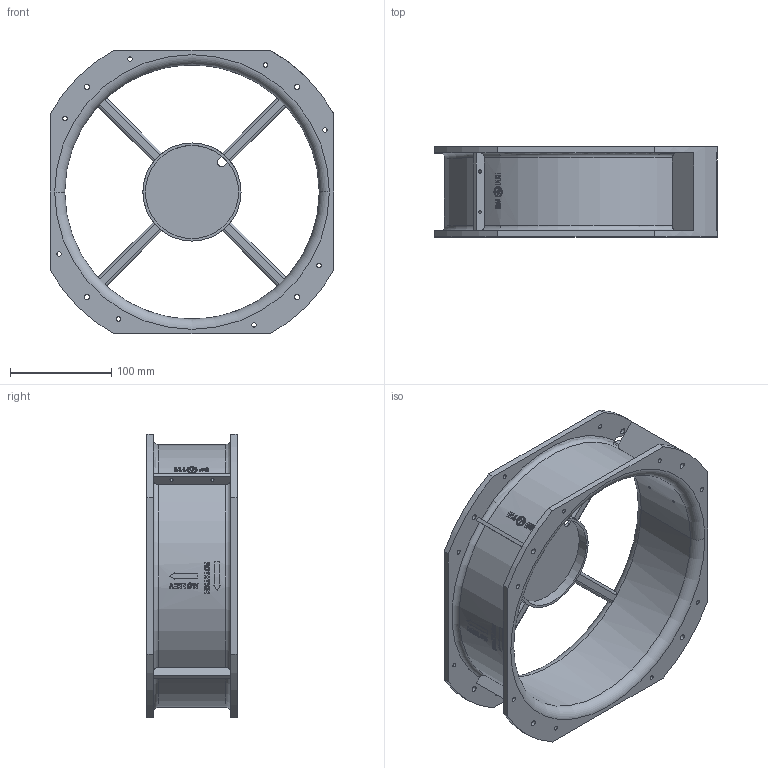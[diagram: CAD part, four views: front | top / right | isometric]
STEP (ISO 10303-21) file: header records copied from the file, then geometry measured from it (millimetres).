
FILE_DESCRIPTION (( 'STEP AP203' ), '1' );
FILE_NAME ('OD280AP_m0.stp', '2022-10-11T17:27:30', ( '' ), ( '' ), 'SwSTEP 2.0', 'SolidWorks 2018', '' );
FILE_SCHEMA (( 'CONFIG_CONTROL_DESIGN' ));
Length unit declared in the file: millimetre
Products named in the file (1): OD280AP_m0
Bounding box: 280 x 89 x 280 mm (x, y, z)
Volume: 672848.7 mm3; surface area: 261373.6 mm2
Topology: 1 solids, 1 shells, 520 faces, 1434 edges, 947 vertices
Faces by surface type: plane 259, cylinder 144, bspline 88, torus 25, cone 4
Entity records: 19186 total; most frequent: CARTESIAN_POINT 6347, ORIENTED_EDGE 2868, DIRECTION 2294, EDGE_CURVE 1434, VERTEX_POINT 947, AXIS2_PLACEMENT_3D 791, LINE 712, VECTOR 712
